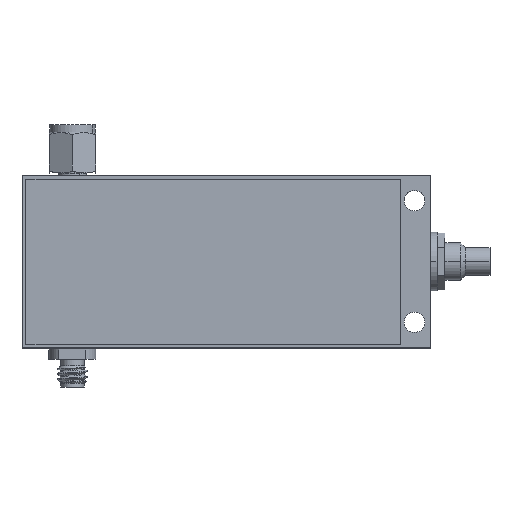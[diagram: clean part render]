
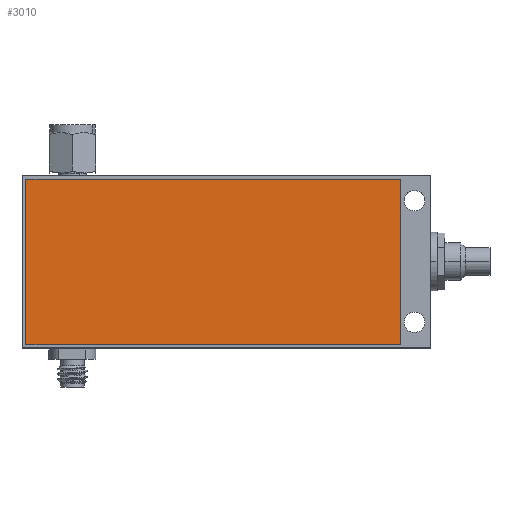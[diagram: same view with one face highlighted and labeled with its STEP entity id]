
A CAD part, top view. The second image highlights one B-rep face of the part: STEP entity #3010.
In plain terms, the highlighted planar face has unit normal (0, 0, 1).
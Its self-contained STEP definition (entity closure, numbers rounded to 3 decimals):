
#217 = CARTESIAN_POINT ( 'NONE',  ( 0.516, -0.526, -1.5 ) ) ;
#227 = EDGE_CURVE ( 'NONE', #4077, #4134, #1661, .T. ) ;
#410 = CARTESIAN_POINT ( 'NONE',  ( 48.986, -21.951, -1.5 ) ) ;
#416 = VECTOR ( 'NONE', #2386, 1000. ) ;
#516 = CARTESIAN_POINT ( 'NONE',  ( 0.516, -21.951, -1.5 ) ) ;
#560 = DIRECTION ( 'NONE',  ( 1., 0., 0. ) ) ;
#1101 = VERTEX_POINT ( 'NONE', #4603 ) ;
#1241 = ORIENTED_EDGE ( 'NONE', *, *, #227, .F. ) ;
#1348 = VECTOR ( 'NONE', #2919, 1000. ) ;
#1512 = EDGE_CURVE ( 'NONE', #4134, #1101, #4712, .T. ) ;
#1602 = EDGE_CURVE ( 'NONE', #3761, #4077, #4450, .T. ) ;
#1661 = LINE ( 'NONE', #3106, #416 ) ;
#1693 = CARTESIAN_POINT ( 'NONE',  ( 0., 0., -1.5 ) ) ;
#1840 = CARTESIAN_POINT ( 'NONE',  ( 48.986, -0.526, -1.5 ) ) ;
#2048 = VECTOR ( 'NONE', #4247, 1000. ) ;
#2090 = ORIENTED_EDGE ( 'NONE', *, *, #1602, .F. ) ;
#2386 = DIRECTION ( 'NONE',  ( -1., 0., 0. ) ) ;
#2552 = DIRECTION ( 'NONE',  ( 1., 0., 0. ) ) ;
#2701 = DIRECTION ( 'NONE',  ( 0., 0., 1. ) ) ;
#2752 = FACE_OUTER_BOUND ( 'NONE', #3577, .T. ) ;
#2919 = DIRECTION ( 'NONE',  ( 0., -1., 0. ) ) ;
#3010 = ADVANCED_FACE ( 'NONE', ( #2752 ), #4220, .T. ) ;
#3041 = CARTESIAN_POINT ( 'NONE',  ( 48.986, -21.951, -1.5 ) ) ;
#3092 = CARTESIAN_POINT ( 'NONE',  ( 48.986, -0.526, -1.5 ) ) ;
#3106 = CARTESIAN_POINT ( 'NONE',  ( 0.516, -21.951, -1.5 ) ) ;
#3341 = VECTOR ( 'NONE', #2552, 1000. ) ;
#3360 = ORIENTED_EDGE ( 'NONE', *, *, #1512, .F. ) ;
#3513 = AXIS2_PLACEMENT_3D ( 'NONE', #1693, #2701, #560 ) ;
#3577 = EDGE_LOOP ( 'NONE', ( #4686, #3360, #1241, #2090 ) ) ;
#3761 = VERTEX_POINT ( 'NONE', #3092 ) ;
#4069 = LINE ( 'NONE', #1840, #3341 ) ;
#4077 = VERTEX_POINT ( 'NONE', #3041 ) ;
#4134 = VERTEX_POINT ( 'NONE', #516 ) ;
#4220 = PLANE ( 'NONE',  #3513 ) ;
#4247 = DIRECTION ( 'NONE',  ( 0., 1., 0. ) ) ;
#4386 = EDGE_CURVE ( 'NONE', #1101, #3761, #4069, .T. ) ;
#4450 = LINE ( 'NONE', #410, #1348 ) ;
#4603 = CARTESIAN_POINT ( 'NONE',  ( 0.516, -0.526, -1.5 ) ) ;
#4686 = ORIENTED_EDGE ( 'NONE', *, *, #4386, .F. ) ;
#4712 = LINE ( 'NONE', #217, #2048 ) ;
